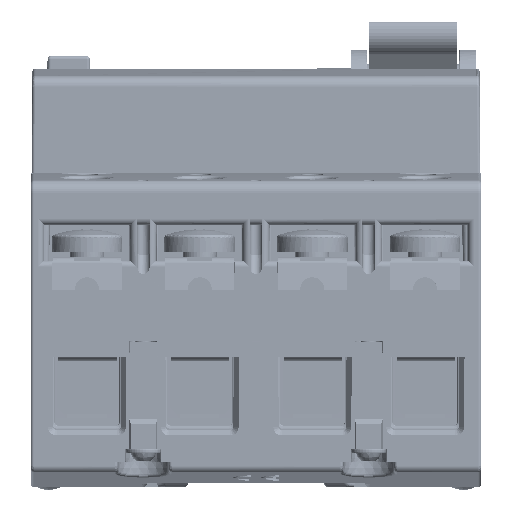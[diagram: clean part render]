
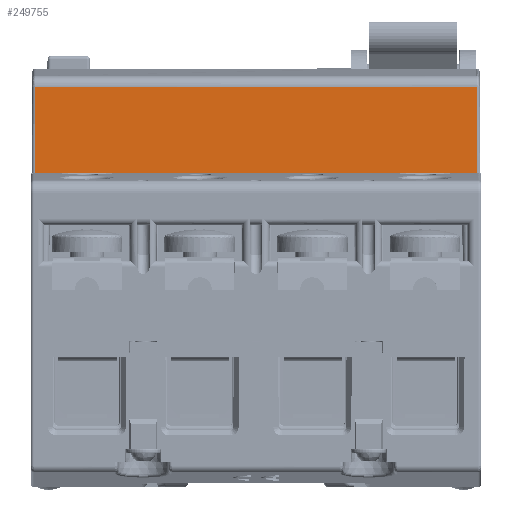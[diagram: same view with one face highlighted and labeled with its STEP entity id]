
A CAD part, left-side view. The second image highlights one B-rep face of the part: STEP entity #249755.
In plain terms, the highlighted planar face has unit normal (-1, 0, 0.009).
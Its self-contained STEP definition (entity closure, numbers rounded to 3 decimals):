
#242801=DIRECTION('',(0.009,0.009,1.));
#242802=VECTOR('',#242801,13.58);
#242803=CARTESIAN_POINT('',(-22.45,-34.965,-12.8));
#242804=LINE('',#242803,#242802);
#242808=DIRECTION('',(0.,-1.,0.));
#242809=VECTOR('',#242808,0.25);
#242810=CARTESIAN_POINT('',(-22.45,-34.715,-12.8));
#242811=LINE('',#242810,#242809);
#242815=DIRECTION('',(0.,-1.,0.));
#242816=VECTOR('',#242815,5.015);
#242817=CARTESIAN_POINT('',(-22.45,-29.7,-12.8));
#242818=LINE('',#242817,#242816);
#242822=DIRECTION('',(0.,1.,0.));
#242823=VECTOR('',#242822,47.4);
#242824=CARTESIAN_POINT('',(-22.45,-23.7,-12.8));
#242825=LINE('',#242824,#242823);
#242829=DIRECTION('',(0.,-1.,0.));
#242830=VECTOR('',#242829,6.);
#242831=CARTESIAN_POINT('',(-22.45,29.7,-12.8));
#242832=LINE('',#242831,#242830);
#242836=DIRECTION('',(0.,-1.,0.));
#242837=VECTOR('',#242836,5.015);
#242838=CARTESIAN_POINT('',(-22.45,34.715,-12.8));
#242839=LINE('',#242838,#242837);
#242843=DIRECTION('',(0.,-1.,0.));
#242844=VECTOR('',#242843,0.25);
#242845=CARTESIAN_POINT('',(-22.45,34.965,-12.8));
#242846=LINE('',#242845,#242844);
#242850=DIRECTION('',(-0.009,0.009,-1.));
#242851=VECTOR('',#242850,13.58);
#242852=CARTESIAN_POINT('',(-22.331,34.846,
0.779));
#242853=LINE('',#242852,#242851);
#242857=CARTESIAN_POINT('',(-22.331,-34.846,
0.779));
#242865=DIRECTION('',(0.,-1.,0.));
#242866=VECTOR('',#242865,69.693);
#242867=CARTESIAN_POINT('',(-22.331,34.846,
0.779));
#242868=LINE('',#242867,#242866);
#245019=CARTESIAN_POINT('',(-22.45,34.965,-12.8));
#245641=DIRECTION('',(0.,1.,0.));
#245642=VECTOR('',#245641,6.);
#245643=CARTESIAN_POINT('',(-22.45,-29.7,-12.8));
#245644=LINE('',#245643,#245642);
#246469=CARTESIAN_POINT('',(-22.45,-34.965,-12.8));
#246471=VERTEX_POINT('',#246469);
#246565=VERTEX_POINT('',#242857);
#246566=CARTESIAN_POINT('',(-22.331,34.846,
0.779));
#246567=VERTEX_POINT('',#246566);
#246617=CARTESIAN_POINT('',(-22.45,-23.7,-12.8));
#246619=VERTEX_POINT('',#246617);
#246623=CARTESIAN_POINT('',(-22.45,23.7,-12.8));
#246624=VERTEX_POINT('',#246623);
#246708=VERTEX_POINT('',#245019);
#246724=CARTESIAN_POINT('',(-22.45,-34.715,-12.8));
#246725=VERTEX_POINT('',#246724);
#247041=CARTESIAN_POINT('',(-22.45,34.715,-12.8));
#247042=VERTEX_POINT('',#247041);
#247055=CARTESIAN_POINT('',(-22.45,29.7,-12.8));
#247056=VERTEX_POINT('',#247055);
#247079=CARTESIAN_POINT('',(-22.45,-29.7,-12.8));
#247080=VERTEX_POINT('',#247079);
#249729=CARTESIAN_POINT('',(-22.391,0.,-6.011));
#249730=DIRECTION('',(1.,0.,-0.009));
#249731=DIRECTION('',(0.009,0.,1.));
#249732=AXIS2_PLACEMENT_3D('',#249729,#249730,#249731);
#249733=PLANE('',#249732);
#249735=ORIENTED_EDGE('',*,*,#249734,.T.);
#249737=ORIENTED_EDGE('',*,*,#249736,.F.);
#249739=ORIENTED_EDGE('',*,*,#249738,.F.);
#249741=ORIENTED_EDGE('',*,*,#249740,.F.);
#249743=ORIENTED_EDGE('',*,*,#249742,.T.);
#249745=ORIENTED_EDGE('',*,*,#249744,.T.);
#249746=ORIENTED_EDGE('',*,*,#249721,.F.);
#249748=ORIENTED_EDGE('',*,*,#249747,.F.);
#249750=ORIENTED_EDGE('',*,*,#249749,.F.);
#249752=ORIENTED_EDGE('',*,*,#249751,.F.);
#249753=EDGE_LOOP('',(#249735,#249737,#249739,#249741,#249743,#249745,#249746,
#249748,#249750,#249752));
#249754=FACE_OUTER_BOUND('',#249753,.F.);
#249721=EDGE_CURVE('',#247056,#246624,#242832,.T.);
#249734=EDGE_CURVE('',#246567,#246565,#242868,.T.);
#249736=EDGE_CURVE('',#246471,#246565,#242804,.T.);
#249738=EDGE_CURVE('',#246725,#246471,#242811,.T.);
#249740=EDGE_CURVE('',#247080,#246725,#242818,.T.);
#249742=EDGE_CURVE('',#247080,#246619,#245644,.T.);
#249744=EDGE_CURVE('',#246619,#246624,#242825,.T.);
#249747=EDGE_CURVE('',#247042,#247056,#242839,.T.);
#249749=EDGE_CURVE('',#246708,#247042,#242846,.T.);
#249751=EDGE_CURVE('',#246567,#246708,#242853,.T.);
#249755=ADVANCED_FACE('',(#249754),#249733,.F.);
